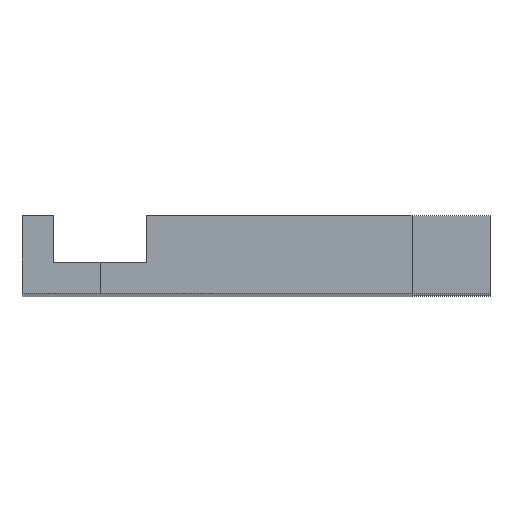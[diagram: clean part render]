
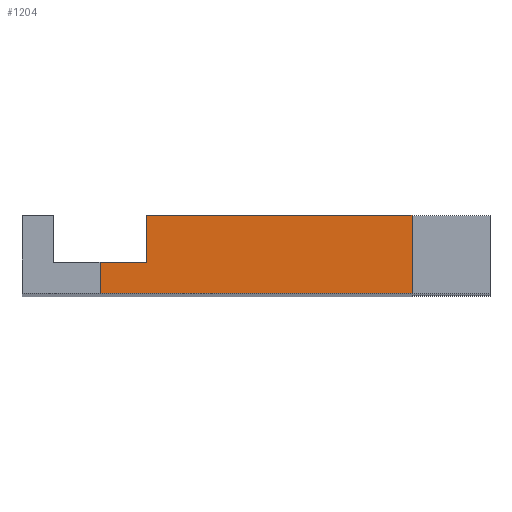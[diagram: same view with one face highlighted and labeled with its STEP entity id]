
A CAD part, top view. The second image highlights one B-rep face of the part: STEP entity #1204.
In plain terms, the highlighted planar face has unit normal (0, 0, 1).
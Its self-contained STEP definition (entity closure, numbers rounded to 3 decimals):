
#72 = PLANE('',#73);
#73 = AXIS2_PLACEMENT_3D('',#74,#75,#76);
#74 = CARTESIAN_POINT('',(-21.406,-10.,124.844));
#75 = DIRECTION('',(0.,-1.,0.));
#76 = DIRECTION('',(0.,0.,-1.));
#126 = PLANE('',#127);
#127 = AXIS2_PLACEMENT_3D('',#128,#129,#130);
#128 = CARTESIAN_POINT('',(-21.406,0.,124.844));
#129 = DIRECTION('',(0.,-1.,0.));
#130 = DIRECTION('',(0.,0.,-1.));
#260 = PLANE('',#261);
#261 = AXIS2_PLACEMENT_3D('',#262,#263,#264);
#262 = CARTESIAN_POINT('',(-34.,0.,0.));
#263 = DIRECTION('',(1.,-0.,0.));
#264 = DIRECTION('',(0.,-1.,0.));
#288 = PLANE('',#289);
#289 = AXIS2_PLACEMENT_3D('',#290,#291,#292);
#290 = CARTESIAN_POINT('',(-34.,-6.,0.));
#291 = DIRECTION('',(0.,-1.,0.));
#292 = DIRECTION('',(-1.,0.,0.));
#572 = VERTEX_POINT('',#573);
#573 = CARTESIAN_POINT('',(0.,0.,250.));
#587 = PLANE('',#588);
#588 = AXIS2_PLACEMENT_3D('',#589,#590,#591);
#589 = CARTESIAN_POINT('',(0.,0.,200.));
#590 = DIRECTION('',(-1.,0.,0.));
#591 = DIRECTION('',(0.,0.,1.));
#599 = EDGE_CURVE('',#572,#600,#602,.T.);
#600 = VERTEX_POINT('',#601);
#601 = CARTESIAN_POINT('',(-34.,0.,250.));
#602 = SURFACE_CURVE('',#603,(#607,#614),.PCURVE_S1.);
#603 = LINE('',#604,#605);
#604 = CARTESIAN_POINT('',(0.,0.,250.));
#605 = VECTOR('',#606,1.);
#606 = DIRECTION('',(-1.,0.,0.));
#607 = PCURVE('',#126,#608);
#608 = DEFINITIONAL_REPRESENTATION('',(#609),#613);
#609 = LINE('',#610,#611);
#610 = CARTESIAN_POINT('',(-125.156,21.406));
#611 = VECTOR('',#612,1.);
#612 = DIRECTION('',(0.,-1.));
#613 = ( GEOMETRIC_REPRESENTATION_CONTEXT(2) 
PARAMETRIC_REPRESENTATION_CONTEXT() REPRESENTATION_CONTEXT('2D SPACE',''
  ) );
#614 = PCURVE('',#615,#620);
#615 = PLANE('',#616);
#616 = AXIS2_PLACEMENT_3D('',#617,#618,#619);
#617 = CARTESIAN_POINT('',(0.,0.,250.));
#618 = DIRECTION('',(0.,0.,-1.));
#619 = DIRECTION('',(-1.,0.,0.));
#620 = DEFINITIONAL_REPRESENTATION('',(#621),#625);
#621 = LINE('',#622,#623);
#622 = CARTESIAN_POINT('',(0.,-0.));
#623 = VECTOR('',#624,1.);
#624 = DIRECTION('',(1.,0.));
#625 = ( GEOMETRIC_REPRESENTATION_CONTEXT(2) 
PARAMETRIC_REPRESENTATION_CONTEXT() REPRESENTATION_CONTEXT('2D SPACE',''
  ) );
#792 = VERTEX_POINT('',#793);
#793 = CARTESIAN_POINT('',(0.,-10.,250.));
#814 = EDGE_CURVE('',#792,#815,#817,.T.);
#815 = VERTEX_POINT('',#816);
#816 = CARTESIAN_POINT('',(-40.,-10.,250.));
#817 = SURFACE_CURVE('',#818,(#822,#829),.PCURVE_S1.);
#818 = LINE('',#819,#820);
#819 = CARTESIAN_POINT('',(0.,-10.,250.));
#820 = VECTOR('',#821,1.);
#821 = DIRECTION('',(-1.,0.,0.));
#822 = PCURVE('',#72,#823);
#823 = DEFINITIONAL_REPRESENTATION('',(#824),#828);
#824 = LINE('',#825,#826);
#825 = CARTESIAN_POINT('',(-125.156,21.406));
#826 = VECTOR('',#827,1.);
#827 = DIRECTION('',(0.,-1.));
#828 = ( GEOMETRIC_REPRESENTATION_CONTEXT(2) 
PARAMETRIC_REPRESENTATION_CONTEXT() REPRESENTATION_CONTEXT('2D SPACE',''
  ) );
#829 = PCURVE('',#615,#830);
#830 = DEFINITIONAL_REPRESENTATION('',(#831),#835);
#831 = LINE('',#832,#833);
#832 = CARTESIAN_POINT('',(0.,-10.));
#833 = VECTOR('',#834,1.);
#834 = DIRECTION('',(1.,0.));
#835 = ( GEOMETRIC_REPRESENTATION_CONTEXT(2) 
PARAMETRIC_REPRESENTATION_CONTEXT() REPRESENTATION_CONTEXT('2D SPACE',''
  ) );
#853 = PLANE('',#854);
#854 = AXIS2_PLACEMENT_3D('',#855,#856,#857);
#855 = CARTESIAN_POINT('',(-40.,0.,250.));
#856 = DIRECTION('',(1.,0.,0.));
#857 = DIRECTION('',(0.,0.,-1.));
#1038 = VERTEX_POINT('',#1039);
#1039 = CARTESIAN_POINT('',(-34.,-6.,250.));
#1060 = EDGE_CURVE('',#1038,#1061,#1063,.T.);
#1061 = VERTEX_POINT('',#1062);
#1062 = CARTESIAN_POINT('',(-40.,-6.,250.));
#1063 = SURFACE_CURVE('',#1064,(#1068,#1075),.PCURVE_S1.);
#1064 = LINE('',#1065,#1066);
#1065 = CARTESIAN_POINT('',(-34.,-6.,250.));
#1066 = VECTOR('',#1067,1.);
#1067 = DIRECTION('',(-1.,-0.,0.));
#1068 = PCURVE('',#288,#1069);
#1069 = DEFINITIONAL_REPRESENTATION('',(#1070),#1074);
#1070 = LINE('',#1071,#1072);
#1071 = CARTESIAN_POINT('',(0.,-250.));
#1072 = VECTOR('',#1073,1.);
#1073 = DIRECTION('',(1.,0.));
#1074 = ( GEOMETRIC_REPRESENTATION_CONTEXT(2) 
PARAMETRIC_REPRESENTATION_CONTEXT() REPRESENTATION_CONTEXT('2D SPACE',''
  ) );
#1075 = PCURVE('',#615,#1076);
#1076 = DEFINITIONAL_REPRESENTATION('',(#1077),#1081);
#1077 = LINE('',#1078,#1079);
#1078 = CARTESIAN_POINT('',(34.,-6.));
#1079 = VECTOR('',#1080,1.);
#1080 = DIRECTION('',(1.,0.));
#1081 = ( GEOMETRIC_REPRESENTATION_CONTEXT(2) 
PARAMETRIC_REPRESENTATION_CONTEXT() REPRESENTATION_CONTEXT('2D SPACE',''
  ) );
#1128 = EDGE_CURVE('',#600,#1038,#1129,.T.);
#1129 = SURFACE_CURVE('',#1130,(#1134,#1141),.PCURVE_S1.);
#1130 = LINE('',#1131,#1132);
#1131 = CARTESIAN_POINT('',(-34.,0.,250.));
#1132 = VECTOR('',#1133,1.);
#1133 = DIRECTION('',(0.,-1.,0.));
#1134 = PCURVE('',#260,#1135);
#1135 = DEFINITIONAL_REPRESENTATION('',(#1136),#1140);
#1136 = LINE('',#1137,#1138);
#1137 = CARTESIAN_POINT('',(0.,-250.));
#1138 = VECTOR('',#1139,1.);
#1139 = DIRECTION('',(1.,0.));
#1140 = ( GEOMETRIC_REPRESENTATION_CONTEXT(2) 
PARAMETRIC_REPRESENTATION_CONTEXT() REPRESENTATION_CONTEXT('2D SPACE',''
  ) );
#1141 = PCURVE('',#615,#1142);
#1142 = DEFINITIONAL_REPRESENTATION('',(#1143),#1147);
#1143 = LINE('',#1144,#1145);
#1144 = CARTESIAN_POINT('',(34.,0.));
#1145 = VECTOR('',#1146,1.);
#1146 = DIRECTION('',(0.,-1.));
#1147 = ( GEOMETRIC_REPRESENTATION_CONTEXT(2) 
PARAMETRIC_REPRESENTATION_CONTEXT() REPRESENTATION_CONTEXT('2D SPACE',''
  ) );
#1204 = ADVANCED_FACE('',(#1205),#615,.F.);
#1205 = FACE_BOUND('',#1206,.F.);
#1206 = EDGE_LOOP('',(#1207,#1208,#1229,#1230,#1251,#1252));
#1207 = ORIENTED_EDGE('',*,*,#599,.F.);
#1208 = ORIENTED_EDGE('',*,*,#1209,.T.);
#1209 = EDGE_CURVE('',#572,#792,#1210,.T.);
#1210 = SURFACE_CURVE('',#1211,(#1215,#1222),.PCURVE_S1.);
#1211 = LINE('',#1212,#1213);
#1212 = CARTESIAN_POINT('',(0.,0.,250.));
#1213 = VECTOR('',#1214,1.);
#1214 = DIRECTION('',(0.,-1.,0.));
#1215 = PCURVE('',#615,#1216);
#1216 = DEFINITIONAL_REPRESENTATION('',(#1217),#1221);
#1217 = LINE('',#1218,#1219);
#1218 = CARTESIAN_POINT('',(0.,0.));
#1219 = VECTOR('',#1220,1.);
#1220 = DIRECTION('',(0.,-1.));
#1221 = ( GEOMETRIC_REPRESENTATION_CONTEXT(2) 
PARAMETRIC_REPRESENTATION_CONTEXT() REPRESENTATION_CONTEXT('2D SPACE',''
  ) );
#1222 = PCURVE('',#587,#1223);
#1223 = DEFINITIONAL_REPRESENTATION('',(#1224),#1228);
#1224 = LINE('',#1225,#1226);
#1225 = CARTESIAN_POINT('',(50.,0.));
#1226 = VECTOR('',#1227,1.);
#1227 = DIRECTION('',(0.,-1.));
#1228 = ( GEOMETRIC_REPRESENTATION_CONTEXT(2) 
PARAMETRIC_REPRESENTATION_CONTEXT() REPRESENTATION_CONTEXT('2D SPACE',''
  ) );
#1229 = ORIENTED_EDGE('',*,*,#814,.T.);
#1230 = ORIENTED_EDGE('',*,*,#1231,.F.);
#1231 = EDGE_CURVE('',#1061,#815,#1232,.T.);
#1232 = SURFACE_CURVE('',#1233,(#1237,#1244),.PCURVE_S1.);
#1233 = LINE('',#1234,#1235);
#1234 = CARTESIAN_POINT('',(-40.,0.,250.));
#1235 = VECTOR('',#1236,1.);
#1236 = DIRECTION('',(0.,-1.,0.));
#1237 = PCURVE('',#615,#1238);
#1238 = DEFINITIONAL_REPRESENTATION('',(#1239),#1243);
#1239 = LINE('',#1240,#1241);
#1240 = CARTESIAN_POINT('',(40.,0.));
#1241 = VECTOR('',#1242,1.);
#1242 = DIRECTION('',(0.,-1.));
#1243 = ( GEOMETRIC_REPRESENTATION_CONTEXT(2) 
PARAMETRIC_REPRESENTATION_CONTEXT() REPRESENTATION_CONTEXT('2D SPACE',''
  ) );
#1244 = PCURVE('',#853,#1245);
#1245 = DEFINITIONAL_REPRESENTATION('',(#1246),#1250);
#1246 = LINE('',#1247,#1248);
#1247 = CARTESIAN_POINT('',(0.,0.));
#1248 = VECTOR('',#1249,1.);
#1249 = DIRECTION('',(0.,-1.));
#1250 = ( GEOMETRIC_REPRESENTATION_CONTEXT(2) 
PARAMETRIC_REPRESENTATION_CONTEXT() REPRESENTATION_CONTEXT('2D SPACE',''
  ) );
#1251 = ORIENTED_EDGE('',*,*,#1060,.F.);
#1252 = ORIENTED_EDGE('',*,*,#1128,.F.);
